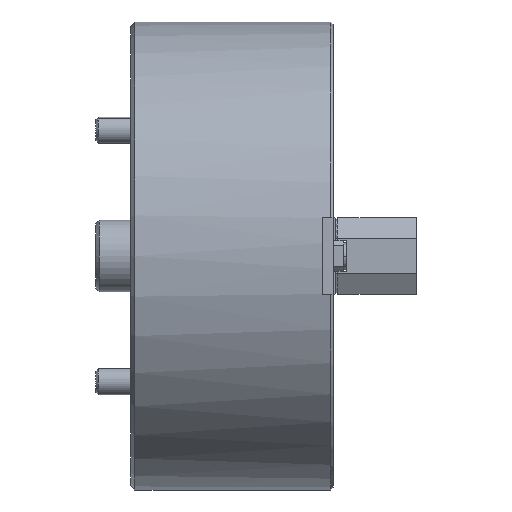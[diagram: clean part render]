
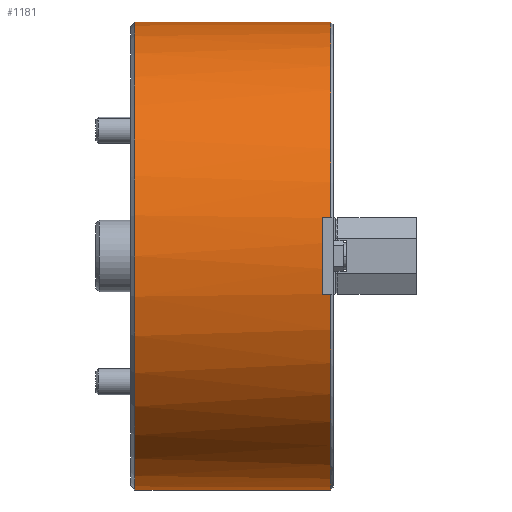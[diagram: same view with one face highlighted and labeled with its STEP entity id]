
A CAD part, front view. The second image highlights one B-rep face of the part: STEP entity #1181.
In plain terms, the highlighted cylindrical face has radius 107.5 mm (diameter 215 mm), a partial arc.
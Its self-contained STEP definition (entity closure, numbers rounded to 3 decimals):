
#222 = EDGE_CURVE ( 'NONE', #17545, #8988, #28464, .T. ) ;
#1181 = ADVANCED_FACE ( 'NONE', ( #8333 ), #14826, .T. ) ;
#2444 = VERTEX_POINT ( 'NONE', #17513 ) ;
#3098 = EDGE_CURVE ( 'NONE', #31397, #24869, #15878, .T. ) ;
#3121 = DIRECTION ( 'NONE',  ( -1., 0., 0. ) ) ;
#3664 = DIRECTION ( 'NONE',  ( -1., 0., 0. ) ) ;
#5050 = AXIS2_PLACEMENT_3D ( 'NONE', #22899, #3664, #26104 ) ;
#5324 = DIRECTION ( 'NONE',  ( 0., 0., 1. ) ) ;
#5676 = CIRCLE ( 'NONE', #5050, 107.5 ) ;
#6545 = AXIS2_PLACEMENT_3D ( 'NONE', #34761, #15570, #38012 ) ;
#6662 = EDGE_CURVE ( 'NONE', #8988, #28107, #33151, .T. ) ;
#7035 = ORIENTED_EDGE ( 'NONE', *, *, #37513, .T. ) ;
#8131 = AXIS2_PLACEMENT_3D ( 'NONE', #27935, #8714, #31108 ) ;
#8333 = FACE_OUTER_BOUND ( 'NONE', #9394, .T. ) ;
#8512 = CARTESIAN_POINT ( 'NONE',  ( 0., 0., 0. ) ) ;
#8656 = DIRECTION ( 'NONE',  ( -1., 0., 0. ) ) ;
#8714 = DIRECTION ( 'NONE',  ( 1., 0., 0. ) ) ;
#8726 = ORIENTED_EDGE ( 'NONE', *, *, #40539, .T. ) ;
#8785 = VECTOR ( 'NONE', #25916, 1000. ) ;
#8988 = VERTEX_POINT ( 'NONE', #35169 ) ;
#9394 = EDGE_LOOP ( 'NONE', ( #28992, #8726, #40849, #17736, #7035, #11238, #27021, #12890 ) ) ;
#9755 = CARTESIAN_POINT ( 'NONE',  ( 2., 0., -107.5 ) ) ;
#11118 = VERTEX_POINT ( 'NONE', #19107 ) ;
#11238 = ORIENTED_EDGE ( 'NONE', *, *, #222, .T. ) ;
#12890 = ORIENTED_EDGE ( 'NONE', *, *, #18365, .T. ) ;
#13184 = EDGE_CURVE ( 'NONE', #11118, #25556, #18873, .T. ) ;
#14090 = CIRCLE ( 'NONE', #8131, 107.5 ) ;
#14359 = CARTESIAN_POINT ( 'NONE',  ( 92., 0., 0. ) ) ;
#14678 = AXIS2_PLACEMENT_3D ( 'NONE', #8512, #8656, #32944 ) ;
#14826 = CYLINDRICAL_SURFACE ( 'NONE', #14678, 107.5 ) ;
#14842 = CARTESIAN_POINT ( 'NONE',  ( 0., -106.066, -17.5 ) ) ;
#15231 = DIRECTION ( 'NONE',  ( -1., 0., 0. ) ) ;
#15570 = DIRECTION ( 'NONE',  ( -1., 0., 0. ) ) ;
#15878 = LINE ( 'NONE', #37673, #30879 ) ;
#16132 = VECTOR ( 'NONE', #3121, 1000. ) ;
#17513 = CARTESIAN_POINT ( 'NONE',  ( 88., -106.066, 17.5 ) ) ;
#17545 = VERTEX_POINT ( 'NONE', #38941 ) ;
#17736 = ORIENTED_EDGE ( 'NONE', *, *, #25352, .T. ) ;
#17852 = VECTOR ( 'NONE', #34034, 1000. ) ;
#18365 = EDGE_CURVE ( 'NONE', #28107, #24869, #14090, .T. ) ;
#18873 = LINE ( 'NONE', #14842, #17852 ) ;
#19107 = CARTESIAN_POINT ( 'NONE',  ( 92., -106.066, -17.5 ) ) ;
#19223 = CIRCLE ( 'NONE', #6545, 107.5 ) ;
#22721 = CARTESIAN_POINT ( 'NONE',  ( 0., -106.066, 17.5 ) ) ;
#22899 = CARTESIAN_POINT ( 'NONE',  ( 88., 0., 0. ) ) ;
#24869 = VERTEX_POINT ( 'NONE', #9755 ) ;
#25352 = EDGE_CURVE ( 'NONE', #25556, #2444, #5676, .T. ) ;
#25556 = VERTEX_POINT ( 'NONE', #30139 ) ;
#25700 = CARTESIAN_POINT ( 'NONE',  ( 2., 0., 107.5 ) ) ;
#25916 = DIRECTION ( 'NONE',  ( 1., 0., 0. ) ) ;
#26104 = DIRECTION ( 'NONE',  ( 0., 0., 1. ) ) ;
#27021 = ORIENTED_EDGE ( 'NONE', *, *, #6662, .T. ) ;
#27935 = CARTESIAN_POINT ( 'NONE',  ( 2., 0., 0. ) ) ;
#28107 = VERTEX_POINT ( 'NONE', #25700 ) ;
#28464 = CIRCLE ( 'NONE', #37227, 107.5 ) ;
#28652 = CARTESIAN_POINT ( 'NONE',  ( 92., 0., -107.5 ) ) ;
#28992 = ORIENTED_EDGE ( 'NONE', *, *, #3098, .F. ) ;
#30139 = CARTESIAN_POINT ( 'NONE',  ( 88., -106.066, -17.5 ) ) ;
#30879 = VECTOR ( 'NONE', #15231, 1000. ) ;
#31108 = DIRECTION ( 'NONE',  ( 0., 0., -1. ) ) ;
#31397 = VERTEX_POINT ( 'NONE', #28652 ) ;
#32944 = DIRECTION ( 'NONE',  ( 0., 0., 1. ) ) ;
#33151 = LINE ( 'NONE', #38342, #16132 ) ;
#34034 = DIRECTION ( 'NONE',  ( -1., 0., 0. ) ) ;
#34359 = LINE ( 'NONE', #22721, #8785 ) ;
#34761 = CARTESIAN_POINT ( 'NONE',  ( 92., 0., 0. ) ) ;
#35169 = CARTESIAN_POINT ( 'NONE',  ( 92., 0., 107.5 ) ) ;
#37227 = AXIS2_PLACEMENT_3D ( 'NONE', #14359, #37402, #5324 ) ;
#37402 = DIRECTION ( 'NONE',  ( -1., 0., 0. ) ) ;
#37513 = EDGE_CURVE ( 'NONE', #2444, #17545, #34359, .T. ) ;
#37673 = CARTESIAN_POINT ( 'NONE',  ( 0., 0., -107.5 ) ) ;
#38012 = DIRECTION ( 'NONE',  ( 0., 0., 1. ) ) ;
#38342 = CARTESIAN_POINT ( 'NONE',  ( 0., 0., 107.5 ) ) ;
#38941 = CARTESIAN_POINT ( 'NONE',  ( 92., -106.066, 17.5 ) ) ;
#40539 = EDGE_CURVE ( 'NONE', #31397, #11118, #19223, .T. ) ;
#40849 = ORIENTED_EDGE ( 'NONE', *, *, #13184, .T. ) ;
